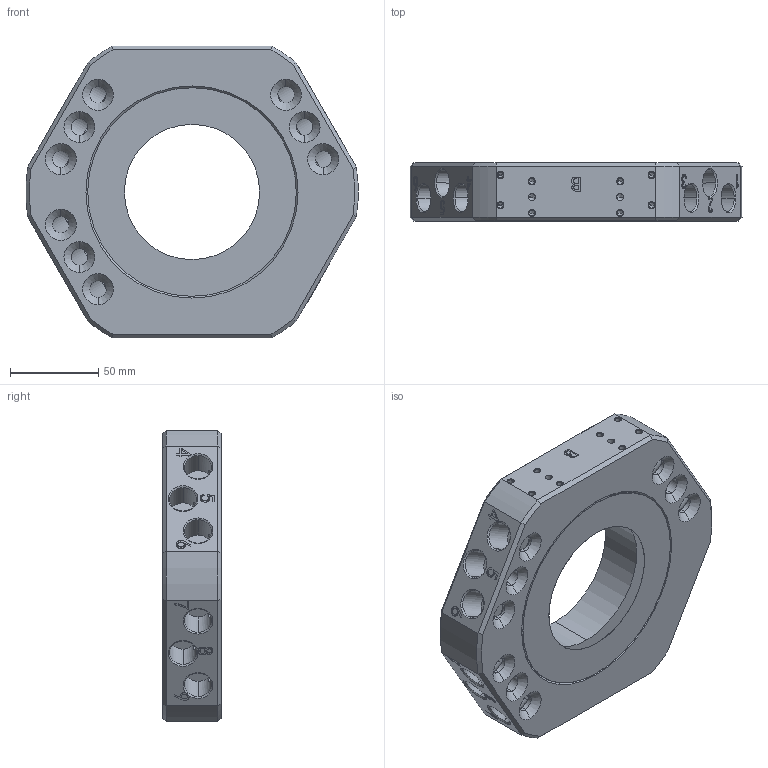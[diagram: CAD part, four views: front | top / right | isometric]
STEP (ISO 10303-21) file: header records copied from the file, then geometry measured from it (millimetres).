
FILE_DESCRIPTION (( 'STEP AP203' ), '1' );
FILE_NAME ('QTC150-T.STEP', '2025-08-18T01:01:56', ( 'USER-' ), ( 'Microsoft' ), 'SwSTEP 2.0', 'SolidWorks 2018', '' );
FILE_SCHEMA (( 'CONFIG_CONTROL_DESIGN' ));
Length unit declared in the file: millimetre
Products named in the file (4): QTC150-T-09 譫攫翋釱; 16x8-R1.5; QTC150-T-10 結遠; QTC150-T
Assembly tree (3 placements, depth 2):
  QTC150-T
    QTC150-T-09 譫攫翋釱
    QTC150-T-10 結遠
    16x8-R1.5
Bounding box: 187.77 x 33.1 x 165 mm (x, y, z)
Volume: 568194.7 mm3; surface area: 94176.9 mm2
Topology: 3 solids, 3 shells, 857 faces, 2236 edges, 1420 vertices
Faces by surface type: plane 364, bspline 195, cylinder 176, cone 122
Entity records: 36130 total; most frequent: CARTESIAN_POINT 15988, ORIENTED_EDGE 4392, DIRECTION 3498, EDGE_CURVE 2196, VERTEX_POINT 1420, VECTOR 1326, LINE 1326, AXIS2_PLACEMENT_3D 1086
